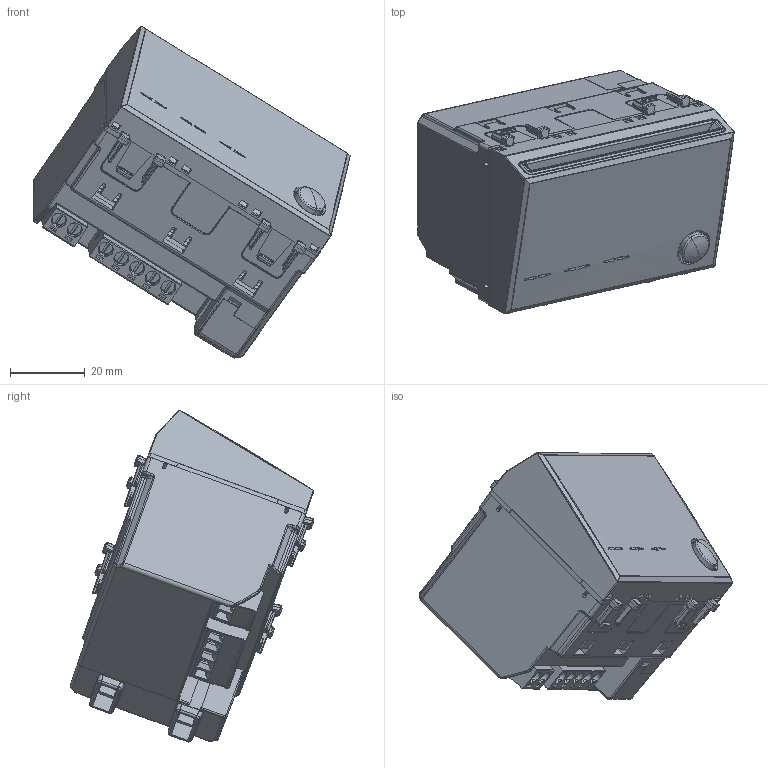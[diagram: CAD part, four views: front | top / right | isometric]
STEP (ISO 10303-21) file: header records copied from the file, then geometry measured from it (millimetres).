
FILE_DESCRIPTION(('CATIA V5 STEP Exchange'),'2;1');
FILE_NAME('442AB-LI.stp','2024-03-11T14:18:14+00:00',('none'),('none'),'CATIA Version 5-6 Release 2016 SP6','CATIA V5 STEP AP203','none');
FILE_SCHEMA(('CONFIG_CONTROL_DESIGN'));
Products named in the file (2): 442AB-LI (DA2007); DA2043-SENZA SCHEDA
Assembly tree (14 placements, depth 3):
  442AB-LI (DA2007)
    #57
    #27520
    #34500
    #104718
    #108977
    #115559  x3
    DA2043-SENZA SCHEDA
      #117655
      #133009
      #140400  x2
    #142410
Bounding box: 84.53 x 65.07 x 88.67 mm (x, y, z)
Volume: 34027 mm3; surface area: 49060.9 mm2
Topology: 12 solids, 19 shells, 3938 faces, 10564 edges, 6561 vertices
Faces by surface type: plane 1811, cylinder 1067, bspline 613, cone 181, torus 166, sphere 100
Entity records: 142328 total; most frequent: CARTESIAN_POINT 62173, ORIENTED_EDGE 19804, DIRECTION 10981, EDGE_CURVE 9902, VERTEX_POINT 6245, VECTOR 4851, LINE 4851, EDGE_LOOP 3915
